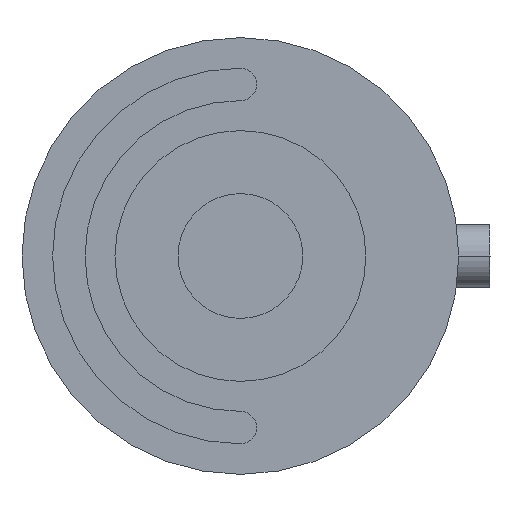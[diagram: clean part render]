
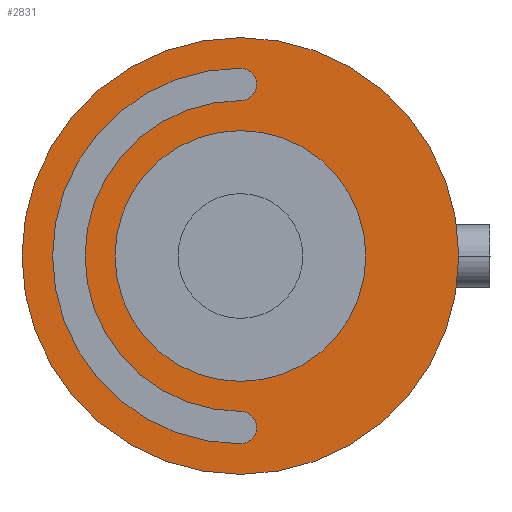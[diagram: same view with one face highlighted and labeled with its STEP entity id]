
A CAD part, left-side view. The second image highlights one B-rep face of the part: STEP entity #2831.
In plain terms, the highlighted planar face has unit normal (-1, 0, 0).
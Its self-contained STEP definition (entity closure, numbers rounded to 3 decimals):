
#213 = ORIENTED_EDGE ( 'NONE', *, *, #2882, .F. ) ;
#263 = AXIS2_PLACEMENT_3D ( 'NONE', #7161, #9542, #11829 ) ;
#321 = EDGE_CURVE ( 'NONE', #6152, #12724, #13586, .T. ) ;
#408 = CARTESIAN_POINT ( 'NONE',  ( 110.5, 409., -20.1 ) ) ;
#736 = DIRECTION ( 'NONE',  ( 0., 0., 1. ) ) ;
#999 = DIRECTION ( 'NONE',  ( 0., 0., -1. ) ) ;
#1115 = DIRECTION ( 'NONE',  ( 1., 0., 0. ) ) ;
#1358 = FACE_BOUND ( 'NONE', #7597, .T. ) ;
#1609 = EDGE_CURVE ( 'NONE', #4869, #9027, #4168, .T. ) ;
#1662 = DIRECTION ( 'NONE',  ( -1., 0., 0. ) ) ;
#1812 = VERTEX_POINT ( 'NONE', #14009 ) ;
#1813 = CARTESIAN_POINT ( 'NONE',  ( 110.5, 409., -24.9 ) ) ;
#1919 = VERTEX_POINT ( 'NONE', #4289 ) ;
#2831 = ADVANCED_FACE ( 'NONE', ( #6087, #1358, #11603 ), #8389, .F. ) ;
#2882 = EDGE_CURVE ( 'NONE', #12724, #6152, #10523, .T. ) ;
#2883 = ORIENTED_EDGE ( 'NONE', *, *, #5717, .T. ) ;
#2951 = CARTESIAN_POINT ( 'NONE',  ( 110.5, 409., 0. ) ) ;
#3033 = EDGE_LOOP ( 'NONE', ( #2883, #8478, #4393, #7109 ) ) ;
#3727 = DIRECTION ( 'NONE',  ( 0., 0., 1. ) ) ;
#3746 = EDGE_CURVE ( 'NONE', #11278, #11715, #11515, .T. ) ;
#3749 = CARTESIAN_POINT ( 'NONE',  ( 110.5, 409., -27.5 ) ) ;
#3954 = DIRECTION ( 'NONE',  ( -1., 0., 0. ) ) ;
#4168 = CIRCLE ( 'NONE', #263, 2.6 ) ;
#4289 = CARTESIAN_POINT ( 'NONE',  ( 110.5, 444., 0. ) ) ;
#4393 = ORIENTED_EDGE ( 'NONE', *, *, #6867, .F. ) ;
#4869 = VERTEX_POINT ( 'NONE', #11242 ) ;
#4929 = AXIS2_PLACEMENT_3D ( 'NONE', #3749, #6261, #10707 ) ;
#5038 = AXIS2_PLACEMENT_3D ( 'NONE', #7956, #11478, #999 ) ;
#5633 = AXIS2_PLACEMENT_3D ( 'NONE', #8313, #5857, #3727 ) ;
#5717 = EDGE_CURVE ( 'NONE', #4869, #11715, #10064, .T. ) ;
#5857 = DIRECTION ( 'NONE',  ( -1., 0., 0. ) ) ;
#5975 = EDGE_LOOP ( 'NONE', ( #6860, #11166 ) ) ;
#6087 = FACE_BOUND ( 'NONE', #3033, .T. ) ;
#6152 = VERTEX_POINT ( 'NONE', #408 ) ;
#6261 = DIRECTION ( 'NONE',  ( -1., 0., 0. ) ) ;
#6456 = CIRCLE ( 'NONE', #7680, 30.1 ) ;
#6542 = EDGE_CURVE ( 'NONE', #1919, #1812, #11099, .T. ) ;
#6860 = ORIENTED_EDGE ( 'NONE', *, *, #11863, .F. ) ;
#6867 = EDGE_CURVE ( 'NONE', #9027, #11278, #6456, .T. ) ;
#7109 = ORIENTED_EDGE ( 'NONE', *, *, #1609, .F. ) ;
#7161 = CARTESIAN_POINT ( 'NONE',  ( 110.5, 409., 27.5 ) ) ;
#7360 = AXIS2_PLACEMENT_3D ( 'NONE', #2951, #3954, #736 ) ;
#7597 = EDGE_LOOP ( 'NONE', ( #10130, #213 ) ) ;
#7680 = AXIS2_PLACEMENT_3D ( 'NONE', #9677, #8826, #12036 ) ;
#7956 = CARTESIAN_POINT ( 'NONE',  ( 110.5, 409., 0. ) ) ;
#8239 = DIRECTION ( 'NONE',  ( 1., 0., 0. ) ) ;
#8313 = CARTESIAN_POINT ( 'NONE',  ( 110.5, 409., 0. ) ) ;
#8389 = PLANE ( 'NONE',  #14440 ) ;
#8478 = ORIENTED_EDGE ( 'NONE', *, *, #3746, .F. ) ;
#8826 = DIRECTION ( 'NONE',  ( -1., 0., 0. ) ) ;
#9027 = VERTEX_POINT ( 'NONE', #11551 ) ;
#9047 = CARTESIAN_POINT ( 'NONE',  ( 110.5, 409., -30.1 ) ) ;
#9542 = DIRECTION ( 'NONE',  ( -1., 0., 0. ) ) ;
#9677 = CARTESIAN_POINT ( 'NONE',  ( 110.5, 409., 0. ) ) ;
#9720 = CARTESIAN_POINT ( 'NONE',  ( 110.5, 409., 20.1 ) ) ;
#10064 = CIRCLE ( 'NONE', #7360, 24.9 ) ;
#10130 = ORIENTED_EDGE ( 'NONE', *, *, #321, .F. ) ;
#10155 = CIRCLE ( 'NONE', #10396, 35. ) ;
#10396 = AXIS2_PLACEMENT_3D ( 'NONE', #11588, #1115, #12588 ) ;
#10460 = CARTESIAN_POINT ( 'NONE',  ( 110.5, 409., 0. ) ) ;
#10523 = CIRCLE ( 'NONE', #5633, 20.1 ) ;
#10707 = DIRECTION ( 'NONE',  ( 0., 0., -1. ) ) ;
#11099 = CIRCLE ( 'NONE', #13541, 35. ) ;
#11166 = ORIENTED_EDGE ( 'NONE', *, *, #6542, .T. ) ;
#11242 = CARTESIAN_POINT ( 'NONE',  ( 110.5, 409., 24.9 ) ) ;
#11278 = VERTEX_POINT ( 'NONE', #9047 ) ;
#11478 = DIRECTION ( 'NONE',  ( -1., 0., 0. ) ) ;
#11515 = CIRCLE ( 'NONE', #4929, 2.6 ) ;
#11551 = CARTESIAN_POINT ( 'NONE',  ( 110.5, 409., 30.1 ) ) ;
#11588 = CARTESIAN_POINT ( 'NONE',  ( 110.5, 409., 0. ) ) ;
#11603 = FACE_OUTER_BOUND ( 'NONE', #5975, .T. ) ;
#11680 = DIRECTION ( 'NONE',  ( 0., -1., 0. ) ) ;
#11715 = VERTEX_POINT ( 'NONE', #1813 ) ;
#11829 = DIRECTION ( 'NONE',  ( 0., 0., -1. ) ) ;
#11863 = EDGE_CURVE ( 'NONE', #1919, #1812, #10155, .T. ) ;
#12036 = DIRECTION ( 'NONE',  ( 0., 0., 1. ) ) ;
#12588 = DIRECTION ( 'NONE',  ( 0., 1., 0. ) ) ;
#12724 = VERTEX_POINT ( 'NONE', #9720 ) ;
#13513 = CARTESIAN_POINT ( 'NONE',  ( 110.5, 409., 0. ) ) ;
#13541 = AXIS2_PLACEMENT_3D ( 'NONE', #13513, #1662, #14511 ) ;
#13586 = CIRCLE ( 'NONE', #5038, 20.1 ) ;
#14009 = CARTESIAN_POINT ( 'NONE',  ( 110.5, 374., 0. ) ) ;
#14440 = AXIS2_PLACEMENT_3D ( 'NONE', #10460, #8239, #11680 ) ;
#14511 = DIRECTION ( 'NONE',  ( 0., 1., 0. ) ) ;
